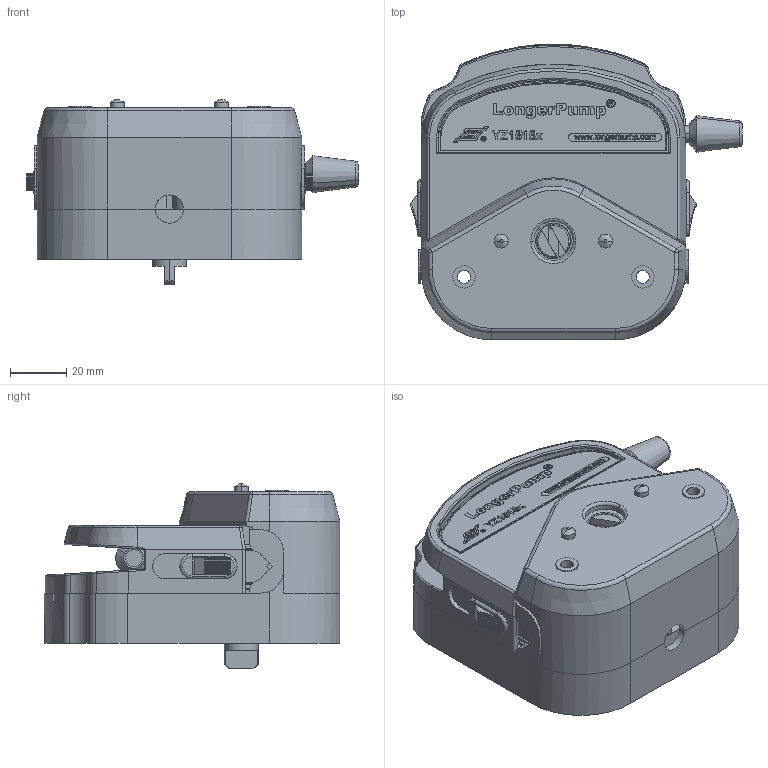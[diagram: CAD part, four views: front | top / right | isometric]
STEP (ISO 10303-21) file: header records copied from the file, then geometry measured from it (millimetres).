
FILE_DESCRIPTION (( 'STEP AP203' ), '1' );
FILE_NAME ('510152A00000.STEP', '2016-12-16T08:58:10', ( '' ), ( '' ), 'SwSTEP 2.0', 'SolidWorks 2013', '' );
FILE_SCHEMA (( 'CONFIG_CONTROL_DESIGN' ));
Products named in the file (1): 510152A00000
Bounding box: 117.91 x 105 x 65.9 mm (x, y, z)
Surface area: 81133.3 mm2 (no closed solid volume)
Topology: 0 solids, 41 shells, 946 faces, 4259 edges, 3214 vertices
Faces by surface type: plane 540, cylinder 253, bspline 70, torus 37, cone 34, sphere 12
Entity records: 52852 total; most frequent: CARTESIAN_POINT 19726, DIRECTION 6540, ORIENTED_EDGE 6196, EDGE_CURVE 4259, VERTEX_POINT 3214, VECTOR 2656, LINE 2656, AXIS2_PLACEMENT_3D 1942
